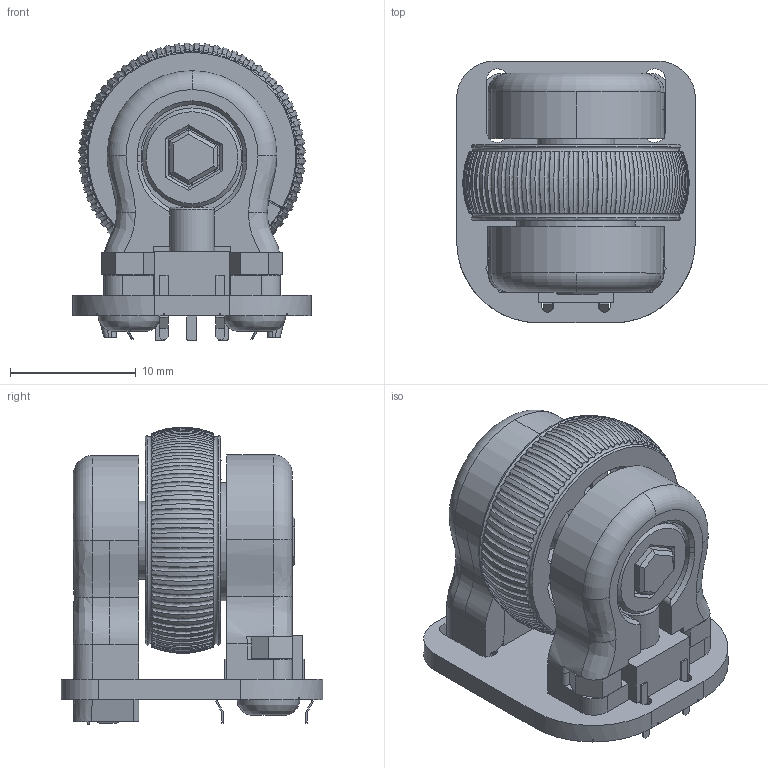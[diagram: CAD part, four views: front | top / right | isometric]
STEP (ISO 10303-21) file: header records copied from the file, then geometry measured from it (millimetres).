
FILE_DESCRIPTION(('HOOPS Exchange Step'),'2;1');
FILE_NAME('THQWGD001C full.plasticity.stp','2025-03-19T20:33:36+09:00',('hayashi'),('Unknown organisation'),'HOOPS Exchange 2023.2','HOOPS Exchange','Unknown authorisation');
FILE_SCHEMA( ('AP203_CONFIGURATION_CONTROLLED_3D_DESIGN_OF_MECHANICAL_PARTS_AND_ASSEMBLIES_MIM_LF') );
Length unit declared in the file: millimetre
Products named in the file (1): 0
Bounding box: 19 x 20.82 x 23.68 mm (x, y, z)
Volume: 3542.4 mm3; surface area: 5276.5 mm2
Topology: 12 solids, 12 shells, 745 faces, 2148 edges, 1410 vertices
Faces by surface type: plane 372, bspline 254, cylinder 100, torus 8, cone 7, sphere 4
Full cylindrical faces by diameter (mm): 1 x4, 2 x4, 2.2 x2, 3.6 x1, 6.2 x1, 7.9 x1, 9.4 x1
Entity records: 37489 total; most frequent: CARTESIAN_POINT 19652, ORIENTED_EDGE 4286, DIRECTION 2909, EDGE_CURVE 2143, VERTEX_POINT 1410, VECTOR 1101, LINE 1101, AXIS2_PLACEMENT_3D 904
